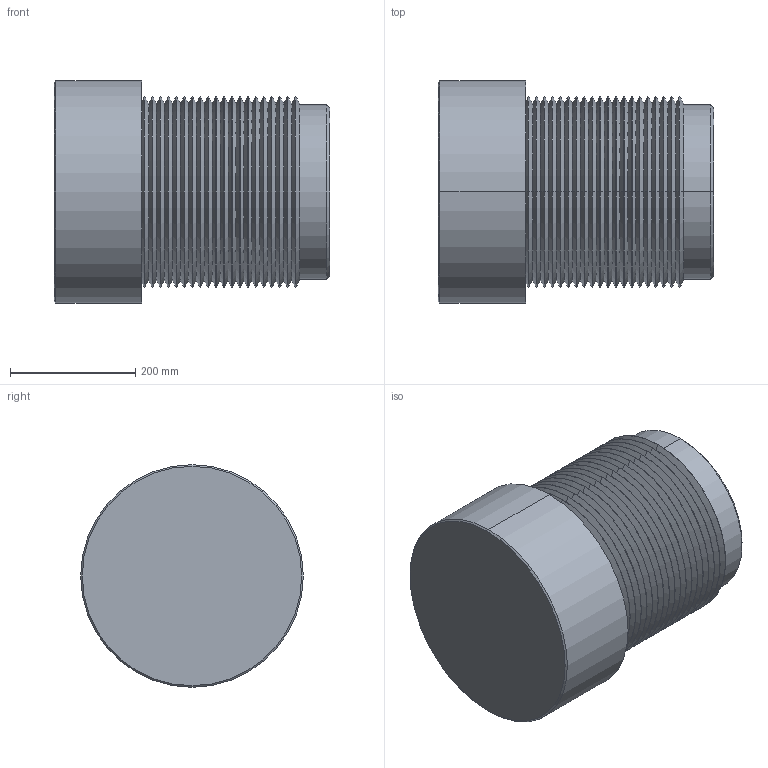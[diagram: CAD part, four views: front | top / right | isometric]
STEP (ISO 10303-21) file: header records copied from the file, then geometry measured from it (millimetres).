
FILE_DESCRIPTION (( 'STEP AP214' ), '1' );
FILE_NAME ('VA-LM12-10MP-4.5MM-F4.5-023.STEP', '2023-01-31T08:50:47', ( '' ), ( '' ), 'SwSTEP 2.0', 'SolidWorks 2010', '' );
FILE_SCHEMA (( 'AUTOMOTIVE_DESIGN' ));
Length unit declared in the file: inch
Products named in the file (1): VA-LM12-10MP-4.5MM-F4.5-023
Bounding box: 440.26 x 355.6 x 355.6 mm (x, y, z)
Volume: 33987561.1 mm3; surface area: 848954.5 mm2
Topology: 1 solids, 1 shells, 132 faces, 262 edges, 134 vertices
Faces by surface type: cone 84, cylinder 44, plane 4
Entity records: 3344 total; most frequent: DIRECTION 662, CARTESIAN_POINT 529, ORIENTED_EDGE 524, AXIS2_PLACEMENT_3D 267, EDGE_CURVE 262, CIRCLE 134, VERTEX_POINT 134, EDGE_LOOP 134
